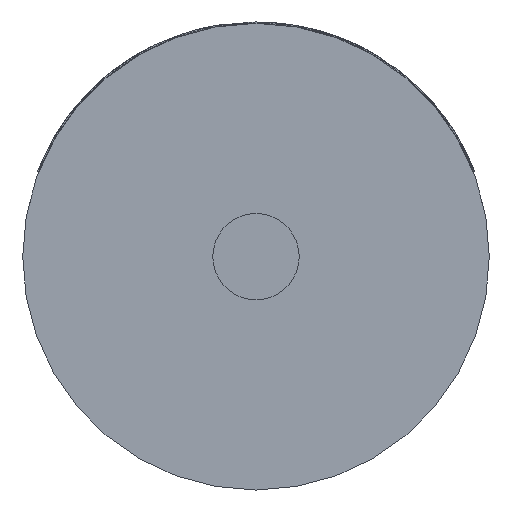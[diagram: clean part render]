
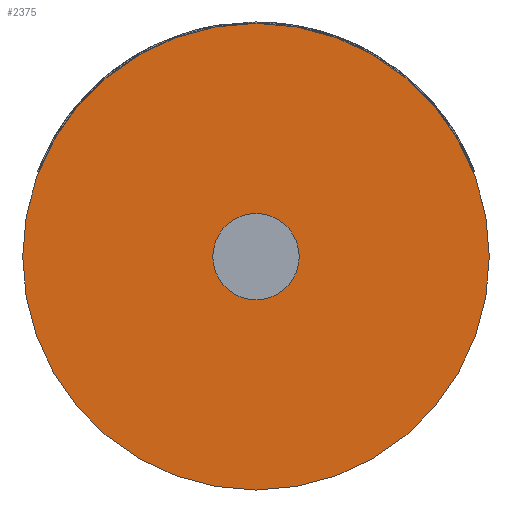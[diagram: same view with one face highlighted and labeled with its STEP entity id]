
A CAD part, left-side view. The second image highlights one B-rep face of the part: STEP entity #2375.
In plain terms, the highlighted planar face has unit normal (-1, 0, 0).
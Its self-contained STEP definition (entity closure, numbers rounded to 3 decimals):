
#67 = CIRCLE ( 'NONE', #2160, 0.318 ) ;
#133 = CARTESIAN_POINT ( 'NONE',  ( 0., 0., 0. ) ) ;
#185 = DIRECTION ( 'NONE',  ( 0., 0., -1. ) ) ;
#192 = VERTEX_POINT ( 'NONE', #432 ) ;
#312 = VERTEX_POINT ( 'NONE', #1499 ) ;
#350 = CARTESIAN_POINT ( 'NONE',  ( 0., 0., -0.318 ) ) ;
#362 = CARTESIAN_POINT ( 'NONE',  ( 0., 0., 0. ) ) ;
#374 = CARTESIAN_POINT ( 'NONE',  ( 0., 0., 0. ) ) ;
#385 = ORIENTED_EDGE ( 'NONE', *, *, #1491, .F. ) ;
#409 = AXIS2_PLACEMENT_3D ( 'NONE', #133, #1108, #1483 ) ;
#432 = CARTESIAN_POINT ( 'NONE',  ( 0., 0., 1.715 ) ) ;
#459 = EDGE_CURVE ( 'NONE', #312, #1603, #67, .T. ) ;
#480 = EDGE_CURVE ( 'NONE', #1603, #312, #979, .T. ) ;
#505 = CARTESIAN_POINT ( 'NONE',  ( 0., 0., 0. ) ) ;
#568 = CARTESIAN_POINT ( 'NONE',  ( 0., 0., 0. ) ) ;
#690 = DIRECTION ( 'NONE',  ( 1., 0., 0. ) ) ;
#770 = AXIS2_PLACEMENT_3D ( 'NONE', #568, #2307, #2336 ) ;
#970 = DIRECTION ( 'NONE',  ( 0., 0., -1. ) ) ;
#979 = CIRCLE ( 'NONE', #770, 0.318 ) ;
#1108 = DIRECTION ( 'NONE',  ( 1., 0., 0. ) ) ;
#1329 = CIRCLE ( 'NONE', #2102, 1.715 ) ;
#1345 = EDGE_LOOP ( 'NONE', ( #1926, #385 ) ) ;
#1350 = DIRECTION ( 'NONE',  ( 1., 0., 0. ) ) ;
#1377 = ORIENTED_EDGE ( 'NONE', *, *, #480, .T. ) ;
#1380 = FACE_BOUND ( 'NONE', #1693, .T. ) ;
#1483 = DIRECTION ( 'NONE',  ( 0., 0., -1. ) ) ;
#1491 = EDGE_CURVE ( 'NONE', #2391, #192, #1329, .T. ) ;
#1499 = CARTESIAN_POINT ( 'NONE',  ( 0., 0., 0.318 ) ) ;
#1534 = DIRECTION ( 'NONE',  ( 1., 0., 0. ) ) ;
#1603 = VERTEX_POINT ( 'NONE', #350 ) ;
#1658 = PLANE ( 'NONE',  #409 ) ;
#1661 = CIRCLE ( 'NONE', #2067, 1.715 ) ;
#1693 = EDGE_LOOP ( 'NONE', ( #1377, #2380 ) ) ;
#1822 = FACE_OUTER_BOUND ( 'NONE', #1345, .T. ) ;
#1926 = ORIENTED_EDGE ( 'NONE', *, *, #2169, .F. ) ;
#2067 = AXIS2_PLACEMENT_3D ( 'NONE', #374, #1534, #185 ) ;
#2102 = AXIS2_PLACEMENT_3D ( 'NONE', #505, #690, #2460 ) ;
#2160 = AXIS2_PLACEMENT_3D ( 'NONE', #362, #1350, #970 ) ;
#2169 = EDGE_CURVE ( 'NONE', #192, #2391, #1661, .T. ) ;
#2271 = CARTESIAN_POINT ( 'NONE',  ( 0., 0., -1.715 ) ) ;
#2307 = DIRECTION ( 'NONE',  ( 1., 0., 0. ) ) ;
#2336 = DIRECTION ( 'NONE',  ( 0., 0., -1. ) ) ;
#2375 = ADVANCED_FACE ( 'NONE', ( #1380, #1822 ), #1658, .F. ) ;
#2380 = ORIENTED_EDGE ( 'NONE', *, *, #459, .T. ) ;
#2391 = VERTEX_POINT ( 'NONE', #2271 ) ;
#2460 = DIRECTION ( 'NONE',  ( 0., 0., -1. ) ) ;
